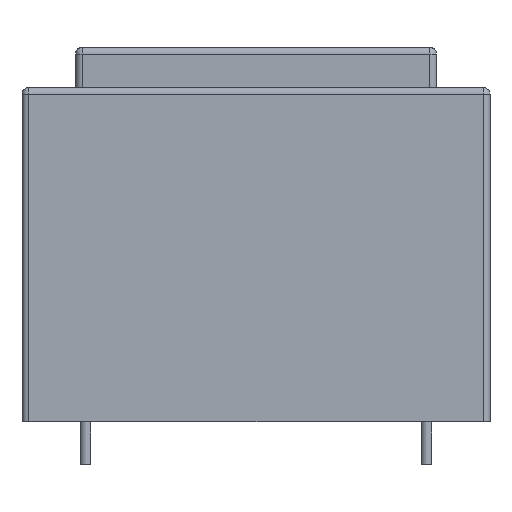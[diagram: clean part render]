
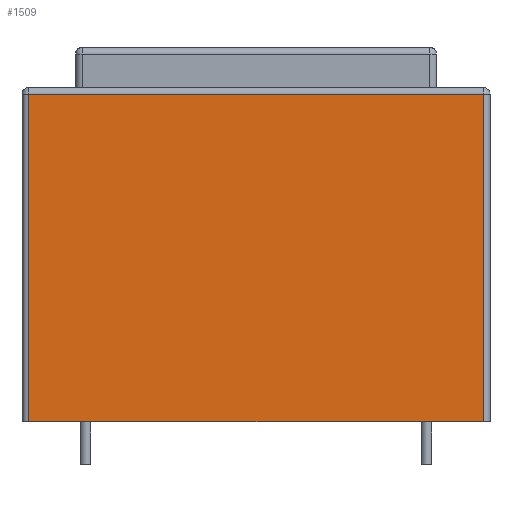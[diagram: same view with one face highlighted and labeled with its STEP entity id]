
A CAD part, front view. The second image highlights one B-rep face of the part: STEP entity #1509.
In plain terms, the highlighted planar face has unit normal (0, -1, 0).
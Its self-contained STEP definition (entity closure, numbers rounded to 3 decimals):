
#1121=CARTESIAN_POINT('',(17.,-20.5,24.5));
#1122=VERTEX_POINT('',#1121);
#1180=CARTESIAN_POINT('',(-17.,-20.5,24.5));
#1181=VERTEX_POINT('',#1180);
#1239=CARTESIAN_POINT('',(-17.,-20.5,0.0));
#1240=VERTEX_POINT('',#1239);
#1248=CARTESIAN_POINT('',(-17.,-20.5,0.0));
#1249=DIRECTION('',(0.0,0.0,1.0));
#1250=VECTOR('',#1249,24.5);
#1251=LINE('',#1248,#1250);
#1252=EDGE_CURVE('',#1240,#1181,#1251,.T.);
#1270=CARTESIAN_POINT('',(-17.,-20.5,24.5));
#1271=DIRECTION('',(1.0,0.0,0.0));
#1272=VECTOR('',#1271,34.);
#1273=LINE('',#1270,#1272);
#1274=EDGE_CURVE('',#1181,#1122,#1273,.T.);
#1345=CARTESIAN_POINT('',(17.,-20.5,0.0));
#1346=VERTEX_POINT('',#1345);
#1363=CARTESIAN_POINT('',(17.,-20.5,24.5));
#1364=DIRECTION('',(0.0,0.0,-1.0));
#1365=VECTOR('',#1364,24.5);
#1366=LINE('',#1363,#1365);
#1367=EDGE_CURVE('',#1122,#1346,#1366,.T.);
#1470=CARTESIAN_POINT('',(17.,-20.5,0.0));
#1471=DIRECTION('',(-1.0,0.0,0.0));
#1472=VECTOR('',#1471,34.);
#1473=LINE('',#1470,#1472);
#1474=EDGE_CURVE('',#1346,#1240,#1473,.T.);
#1498=CARTESIAN_POINT('',(17.5,-20.5,0.0));
#1499=DIRECTION('',(0.0,-1.0,0.0));
#1500=DIRECTION('',(0.0,0.0,-1.0));
#1501=AXIS2_PLACEMENT_3D('',#1498,#1499,#1500);
#1502=PLANE('',#1501);
#1503=ORIENTED_EDGE('',*,*,#1252,.F.);
#1504=ORIENTED_EDGE('',*,*,#1474,.F.);
#1505=ORIENTED_EDGE('',*,*,#1367,.F.);
#1506=ORIENTED_EDGE('',*,*,#1274,.F.);
#1507=EDGE_LOOP('',(#1503,#1504,#1505,#1506));
#1508=FACE_OUTER_BOUND('',#1507,.T.);
#1509=ADVANCED_FACE('',(#1508),#1502,.T.);
